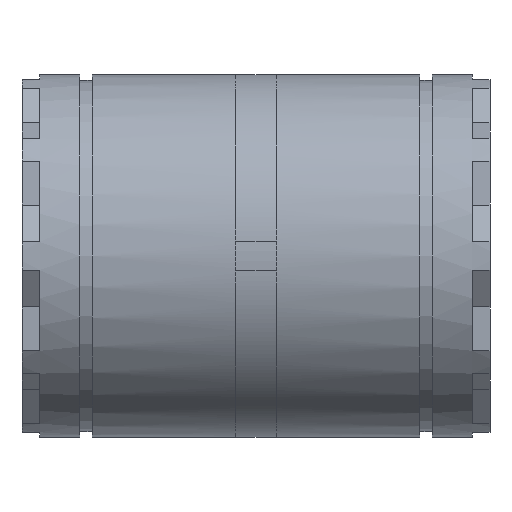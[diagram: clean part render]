
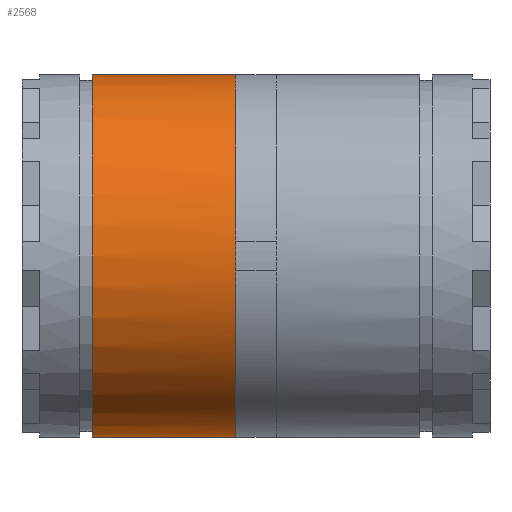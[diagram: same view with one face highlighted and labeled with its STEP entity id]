
A CAD part, front view. The second image highlights one B-rep face of the part: STEP entity #2568.
In plain terms, the highlighted cylindrical face has radius 31 mm (diameter 62 mm), a partial arc.
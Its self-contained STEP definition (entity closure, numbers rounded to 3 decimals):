
#716 = CARTESIAN_POINT ( 'NONE',  ( -3.5, 0., -31. ) ) ;
#717 = CARTESIAN_POINT ( 'NONE',  ( -3.5, 0., 31. ) ) ;
#880 = CARTESIAN_POINT ( 'NONE',  ( -28., 0., 31. ) ) ;
#886 = CARTESIAN_POINT ( 'NONE',  ( -28., 0., -31. ) ) ;
#887 = DIRECTION ( 'NONE',  ( -1., 0., 0. ) ) ;
#888 = VECTOR ( 'NONE', #887, 1000. ) ;
#889 = CARTESIAN_POINT ( 'NONE',  ( 0., 0., -31. ) ) ;
#890 = LINE ( 'NONE', #889, #888 ) ;
#969 = DIRECTION ( 'NONE',  ( 0., 0., 1. ) ) ;
#970 = DIRECTION ( 'NONE',  ( -1., 0., 0. ) ) ;
#971 = CARTESIAN_POINT ( 'NONE',  ( -3.5, 0., 0. ) ) ;
#972 = AXIS2_PLACEMENT_3D ( 'NONE', #971, #970, #969 ) ;
#973 = CIRCLE ( 'NONE', #972, 31. ) ;
#1415 = DIRECTION ( 'NONE',  ( -1., 0., 0. ) ) ;
#1416 = VECTOR ( 'NONE', #1415, 1000. ) ;
#1417 = CARTESIAN_POINT ( 'NONE',  ( 0., 0., 31. ) ) ;
#1579 = LINE ( 'NONE', #1417, #1416 ) ;
#1954 = VERTEX_POINT ( 'NONE', #717 ) ;
#1955 = VERTEX_POINT ( 'NONE', #716 ) ;
#1957 = EDGE_CURVE ( 'NONE', #1955, #1958, #890, .T. ) ;
#1958 = VERTEX_POINT ( 'NONE', #886 ) ;
#1961 = VERTEX_POINT ( 'NONE', #880 ) ;
#2029 = EDGE_CURVE ( 'NONE', #1955, #1954, #973, .T. ) ;
#2306 = EDGE_CURVE ( 'NONE', #1954, #1961, #1579, .T. ) ;
#2508 = ORIENTED_EDGE ( 'NONE', *, *, #2306, .T. ) ;
#2509 = ORIENTED_EDGE ( 'NONE', *, *, #2567, .F. ) ;
#2567 = EDGE_CURVE ( 'NONE', #1958, #1961, #3752, .T. ) ;
#2568 = ADVANCED_FACE ( 'NONE', ( #3753 ), #3662, .T. ) ;
#2569 = EDGE_LOOP ( 'NONE', ( #2570, #2571, #2508, #2509 ) ) ;
#2570 = ORIENTED_EDGE ( 'NONE', *, *, #1957, .F. ) ;
#2571 = ORIENTED_EDGE ( 'NONE', *, *, #2029, .T. ) ;
#3657 = DIRECTION ( 'NONE',  ( 0., 0., 1. ) ) ;
#3658 = DIRECTION ( 'NONE',  ( -1., 0., 0. ) ) ;
#3659 = CARTESIAN_POINT ( 'NONE',  ( 0., 0., 0. ) ) ;
#3660 = AXIS2_PLACEMENT_3D ( 'NONE', #3659, #3658, #3657 ) ;
#3662 = CYLINDRICAL_SURFACE ( 'NONE', #3660, 31. ) ;
#3748 = DIRECTION ( 'NONE',  ( 0., 0., 1. ) ) ;
#3749 = DIRECTION ( 'NONE',  ( -1., 0., 0. ) ) ;
#3750 = CARTESIAN_POINT ( 'NONE',  ( -28., 0., 0. ) ) ;
#3751 = AXIS2_PLACEMENT_3D ( 'NONE', #3750, #3749, #3748 ) ;
#3752 = CIRCLE ( 'NONE', #3751, 31. ) ;
#3753 = FACE_OUTER_BOUND ( 'NONE', #2569, .T. ) ;
